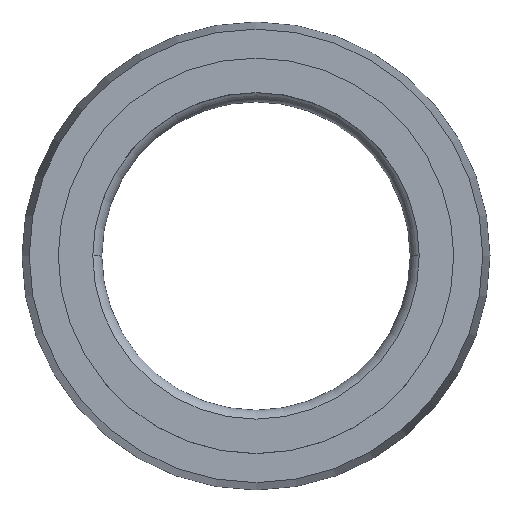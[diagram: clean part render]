
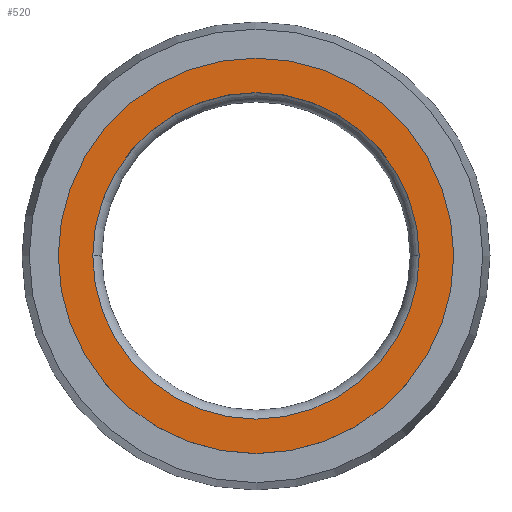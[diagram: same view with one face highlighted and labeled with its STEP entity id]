
A CAD part, top view. The second image highlights one B-rep face of the part: STEP entity #520.
In plain terms, the highlighted planar face has unit normal (0, 0, 1).
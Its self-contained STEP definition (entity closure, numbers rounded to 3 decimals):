
#28 = AXIS2_PLACEMENT_3D ( 'NONE', #154, #387, #385 ) ;
#39 = CARTESIAN_POINT ( 'NONE',  ( 0., 0., 0. ) ) ;
#42 = EDGE_CURVE ( 'NONE', #86, #400, #444, .T. ) ;
#86 = VERTEX_POINT ( 'NONE', #613 ) ;
#91 = EDGE_CURVE ( 'NONE', #400, #86, #360, .T. ) ;
#127 = AXIS2_PLACEMENT_3D ( 'NONE', #503, #497, #555 ) ;
#129 = CIRCLE ( 'NONE', #179, 4.5 ) ;
#149 = AXIS2_PLACEMENT_3D ( 'NONE', #417, #619, #198 ) ;
#154 = CARTESIAN_POINT ( 'NONE',  ( 0., 0., 0. ) ) ;
#160 = ORIENTED_EDGE ( 'NONE', *, *, #91, .T. ) ;
#168 = CARTESIAN_POINT ( 'NONE',  ( 0., 0., 0. ) ) ;
#179 = AXIS2_PLACEMENT_3D ( 'NONE', #39, #484, #599 ) ;
#198 = DIRECTION ( 'NONE',  ( 1., 0., 0. ) ) ;
#212 = EDGE_LOOP ( 'NONE', ( #452, #414 ) ) ;
#232 = AXIS2_PLACEMENT_3D ( 'NONE', #168, #362, #560 ) ;
#358 = FACE_BOUND ( 'NONE', #212, .T. ) ;
#360 = CIRCLE ( 'NONE', #232, 5.45 ) ;
#362 = DIRECTION ( 'NONE',  ( 0., 0., 1. ) ) ;
#374 = CARTESIAN_POINT ( 'NONE',  ( 4.5, 0., 0. ) ) ;
#385 = DIRECTION ( 'NONE',  ( -1., 0., 0. ) ) ;
#387 = DIRECTION ( 'NONE',  ( 0., 0., -1. ) ) ;
#400 = VERTEX_POINT ( 'NONE', #531 ) ;
#414 = ORIENTED_EDGE ( 'NONE', *, *, #588, .F. ) ;
#417 = CARTESIAN_POINT ( 'NONE',  ( 0., 0., 0. ) ) ;
#444 = CIRCLE ( 'NONE', #127, 5.45 ) ;
#452 = ORIENTED_EDGE ( 'NONE', *, *, #563, .F. ) ;
#477 = CARTESIAN_POINT ( 'NONE',  ( -4.5, 0., 0. ) ) ;
#484 = DIRECTION ( 'NONE',  ( 0., 0., 1. ) ) ;
#497 = DIRECTION ( 'NONE',  ( 0., 0., 1. ) ) ;
#503 = CARTESIAN_POINT ( 'NONE',  ( 0., 0., 0. ) ) ;
#520 = ADVANCED_FACE ( 'NONE', ( #358, #614 ), #532, .F. ) ;
#531 = CARTESIAN_POINT ( 'NONE',  ( 5.45, 0., 0. ) ) ;
#532 = PLANE ( 'NONE',  #28 ) ;
#537 = ORIENTED_EDGE ( 'NONE', *, *, #42, .T. ) ;
#555 = DIRECTION ( 'NONE',  ( 1., 0., 0. ) ) ;
#560 = DIRECTION ( 'NONE',  ( 1., 0., 0. ) ) ;
#563 = EDGE_CURVE ( 'NONE', #635, #617, #129, .T. ) ;
#588 = EDGE_CURVE ( 'NONE', #617, #635, #628, .T. ) ;
#599 = DIRECTION ( 'NONE',  ( 1., 0., 0. ) ) ;
#611 = EDGE_LOOP ( 'NONE', ( #160, #537 ) ) ;
#613 = CARTESIAN_POINT ( 'NONE',  ( -5.45, 0., 0. ) ) ;
#614 = FACE_OUTER_BOUND ( 'NONE', #611, .T. ) ;
#617 = VERTEX_POINT ( 'NONE', #477 ) ;
#619 = DIRECTION ( 'NONE',  ( 0., 0., 1. ) ) ;
#628 = CIRCLE ( 'NONE', #149, 4.5 ) ;
#635 = VERTEX_POINT ( 'NONE', #374 ) ;
